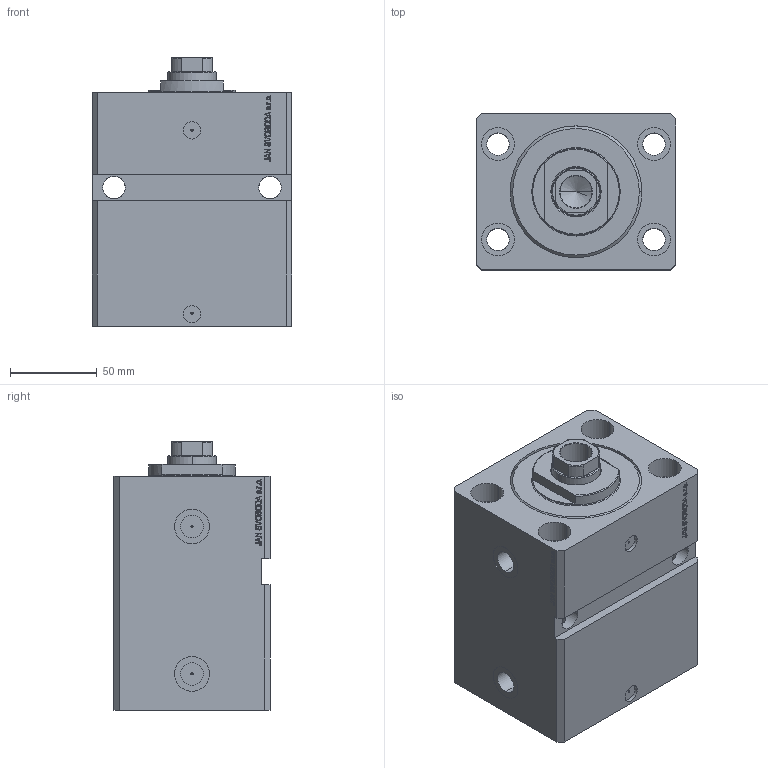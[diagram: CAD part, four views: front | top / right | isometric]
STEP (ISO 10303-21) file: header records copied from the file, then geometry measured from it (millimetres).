
FILE_DESCRIPTION (( 'STEP AP203' ), '1' );
FILE_NAME ('be82.STEP', '2022-04-09T13:27:37', ( '' ), ( '' ), 'SwSTEP 2.0', 'SolidWorks 2019', '' );
FILE_SCHEMA (( 'CONFIG_CONTROL_DESIGN' ));
Products named in the file (4): V250CE_VC_E eb75f6e9d7483b6b88950b2b8ce13967; V250CE_C_VCP eb75f6e9d7483b6b88950b2b8ce13967; V250CE_E_Body eb75f6e9d7483b6b88950b2b8ce13967; be82
Assembly tree (3 placements, depth 2):
  be82
    V250CE_E_Body eb75f6e9d7483b6b88950b2b8ce13967
    V250CE_C_VCP eb75f6e9d7483b6b88950b2b8ce13967
    V250CE_VC_E eb75f6e9d7483b6b88950b2b8ce13967
Bounding box: 115 x 90 x 154.9 mm (x, y, z)
Volume: 1158293.2 mm3; surface area: 173467.2 mm2
Topology: 3 solids, 3 shells, 953 faces, 2456 edges, 1615 vertices
Faces by surface type: plane 471, bspline 368, cylinder 96, cone 12, torus 6
Entity records: 46462 total; most frequent: CARTESIAN_POINT 25248, ORIENTED_EDGE 4908, DIRECTION 3034, EDGE_CURVE 2454, VERTEX_POINT 1615, LINE 1500, VECTOR 1500, EDGE_LOOP 1093
